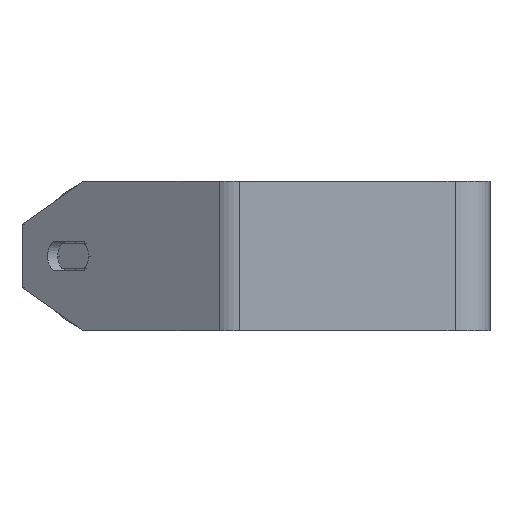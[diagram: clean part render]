
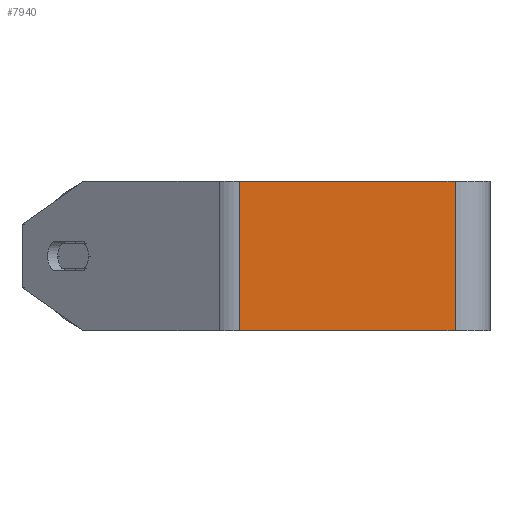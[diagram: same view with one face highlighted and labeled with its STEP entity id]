
A CAD part, left-side view. The second image highlights one B-rep face of the part: STEP entity #7940.
In plain terms, the highlighted planar face has unit normal (-1, 0, 0).
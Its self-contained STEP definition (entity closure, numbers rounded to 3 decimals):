
#69 = DIRECTION ( 'NONE',  ( 1., 0., 0. ) ) ;
#233 = CARTESIAN_POINT ( 'NONE',  ( -270., 14., 30. ) ) ;
#313 = VERTEX_POINT ( 'NONE', #5229 ) ;
#462 = DIRECTION ( 'NONE',  ( 0., -1., 0. ) ) ;
#777 = ORIENTED_EDGE ( 'NONE', *, *, #818, .T. ) ;
#818 = EDGE_CURVE ( 'NONE', #313, #4764, #4374, .T. ) ;
#857 = VERTEX_POINT ( 'NONE', #2957 ) ;
#865 = EDGE_CURVE ( 'NONE', #4764, #857, #7469, .T. ) ;
#1109 = DIRECTION ( 'NONE',  ( 0., 0., -1. ) ) ;
#1365 = ORIENTED_EDGE ( 'NONE', *, *, #865, .T. ) ;
#1953 = DIRECTION ( 'NONE',  ( 0., 0., -1. ) ) ;
#2321 = EDGE_CURVE ( 'NONE', #313, #2895, #7083, .T. ) ;
#2672 = ORIENTED_EDGE ( 'NONE', *, *, #2321, .F. ) ;
#2895 = VERTEX_POINT ( 'NONE', #7392 ) ;
#2957 = CARTESIAN_POINT ( 'NONE',  ( -270., 14., -30. ) ) ;
#3056 = VECTOR ( 'NONE', #462, 1000. ) ;
#3219 = ORIENTED_EDGE ( 'NONE', *, *, #4577, .F. ) ;
#3595 = CARTESIAN_POINT ( 'NONE',  ( -270., 100.333, 30. ) ) ;
#3814 = AXIS2_PLACEMENT_3D ( 'NONE', #4495, #69, #5239 ) ;
#3838 = FACE_OUTER_BOUND ( 'NONE', #6299, .T. ) ;
#3928 = PLANE ( 'NONE',  #3814 ) ;
#4374 = LINE ( 'NONE', #3595, #5087 ) ;
#4378 = CARTESIAN_POINT ( 'NONE',  ( -270., 104.747, 30. ) ) ;
#4495 = CARTESIAN_POINT ( 'NONE',  ( -270., 104.747, 30. ) ) ;
#4577 = EDGE_CURVE ( 'NONE', #2895, #857, #6103, .T. ) ;
#4733 = VECTOR ( 'NONE', #1953, 1000. ) ;
#4764 = VERTEX_POINT ( 'NONE', #5485 ) ;
#5087 = VECTOR ( 'NONE', #1109, 1000. ) ;
#5229 = CARTESIAN_POINT ( 'NONE',  ( -270., 100.333, 30. ) ) ;
#5239 = DIRECTION ( 'NONE',  ( 0., 0., -1. ) ) ;
#5244 = VECTOR ( 'NONE', #5731, 1000. ) ;
#5485 = CARTESIAN_POINT ( 'NONE',  ( -270., 100.333, -30. ) ) ;
#5731 = DIRECTION ( 'NONE',  ( 0., -1., 0. ) ) ;
#6103 = LINE ( 'NONE', #233, #4733 ) ;
#6299 = EDGE_LOOP ( 'NONE', ( #1365, #3219, #2672, #777 ) ) ;
#6343 = CARTESIAN_POINT ( 'NONE',  ( -270., 104.747, -30. ) ) ;
#7083 = LINE ( 'NONE', #4378, #5244 ) ;
#7392 = CARTESIAN_POINT ( 'NONE',  ( -270., 14., 30. ) ) ;
#7469 = LINE ( 'NONE', #6343, #3056 ) ;
#7940 = ADVANCED_FACE ( 'NONE', ( #3838 ), #3928, .F. ) ;
